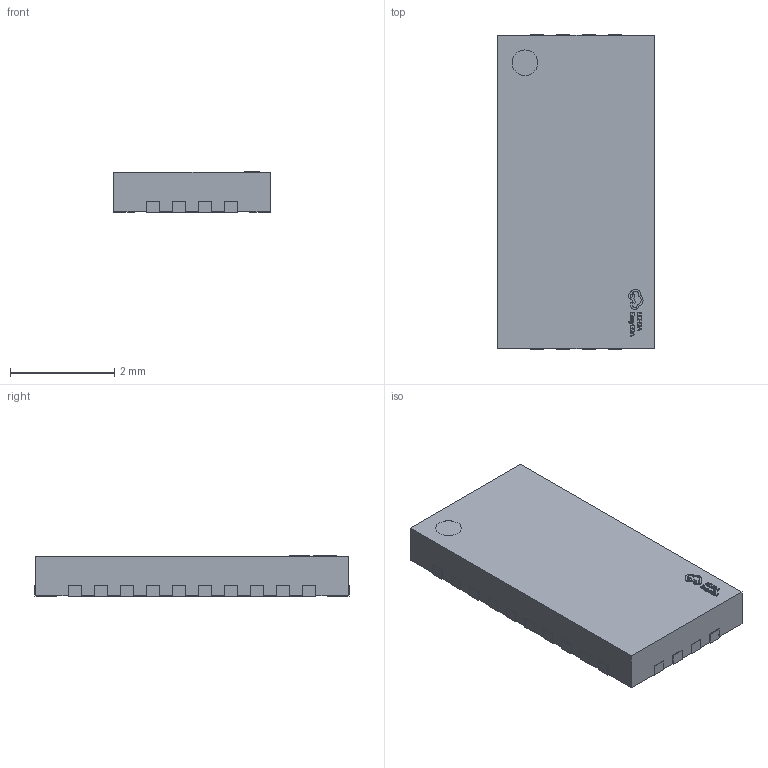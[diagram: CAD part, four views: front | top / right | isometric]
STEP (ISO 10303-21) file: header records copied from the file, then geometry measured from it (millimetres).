
FILE_DESCRIPTION (( 'STEP AP214' ), '1' );
FILE_NAME ('QFN-28_L6.0-W3.0-H0.8-P0.50-BL-EP.step', '2022-07-15T03:12:06', ( '' ), ( '' ), 'SwSTEP 2.0', 'SolidWorks 2020', '' );
FILE_SCHEMA (( 'AUTOMOTIVE_DESIGN' ));
Length unit declared in the file: millimetre
Products named in the file (1): QFN-28_L6.0-W3.0-H0.8-P0.50-BL-EP
Bounding box: 3.02 x 6.02 x 0.77 mm (x, y, z)
Volume: 13.6 mm3; surface area: 50.3 mm2
Topology: 1 solids, 1 shells, 535 faces, 1515 edges, 1010 vertices
Faces by surface type: plane 379, bspline 112, cylinder 44
Entity records: 24288 total; most frequent: CARTESIAN_POINT 5165, ORIENTED_EDGE 3030, DIRECTION 2223, EDGE_CURVE 1515, LINE 1199, VECTOR 1199, VERTEX_POINT 1010, EDGE_LOOP 563
